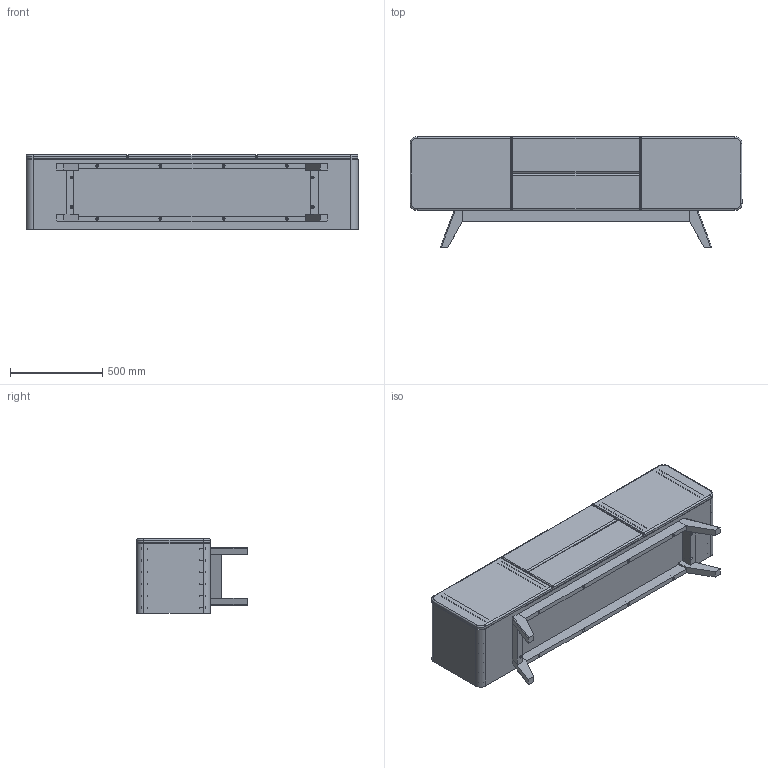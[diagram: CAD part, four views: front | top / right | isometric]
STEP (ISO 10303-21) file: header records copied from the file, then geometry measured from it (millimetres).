
FILE_DESCRIPTION (( 'STEP AP203' ), '1' );
FILE_NAME ('1. Komoda Luba - sklop.STEP', '2023-11-23T09:50:32', ( '' ), ( '' ), 'SwSTEP 2.0', 'SolidWorks 2023', '' );
FILE_SCHEMA (( 'CONFIG_CONTROL_DESIGN' ));
Length unit declared in the file: millimetre
Products named in the file (1): 1. Komoda Luba - sklop
Bounding box: 1800 x 600 x 403 mm (x, y, z)
Volume: 84486887.7 mm3; surface area: 12550355.4 mm2
Topology: 97 solids, 97 shells, 2876 faces, 6832 edges, 4412 vertices
Faces by surface type: plane 1428, cylinder 1132, cone 124, bspline 84, torus 68, sphere 40
Entity records: 108729 total; most frequent: CARTESIAN_POINT 41909, DIRECTION 14314, ORIENTED_EDGE 13536, EDGE_CURVE 6768, AXIS2_PLACEMENT_3D 5417, VERTEX_POINT 4412, LINE 3480, VECTOR 3480
